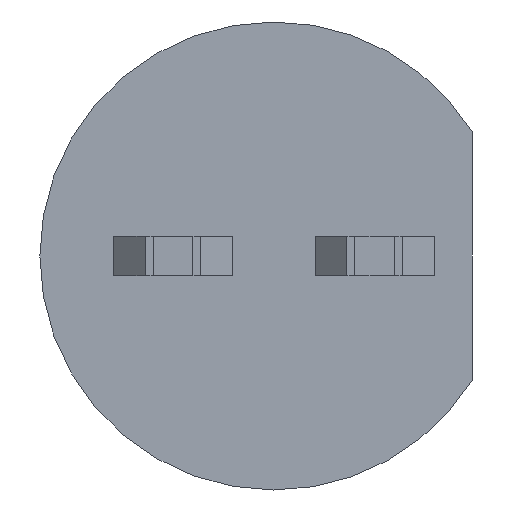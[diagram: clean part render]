
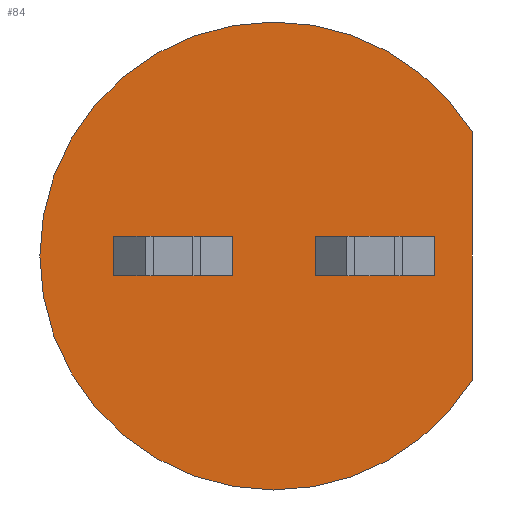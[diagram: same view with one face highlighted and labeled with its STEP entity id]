
A CAD part, front view. The second image highlights one B-rep face of the part: STEP entity #84.
In plain terms, the highlighted planar face has unit normal (0, -1, 0).
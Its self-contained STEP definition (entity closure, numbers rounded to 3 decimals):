
#3 = VERTEX_POINT ( 'NONE', #551 ) ;
#9 = CARTESIAN_POINT ( 'NONE',  ( 0., 0., 2.95 ) ) ;
#21 = ORIENTED_EDGE ( 'NONE', *, *, #301, .F. ) ;
#22 = DIRECTION ( 'NONE',  ( 0., -1., 0. ) ) ;
#23 = CARTESIAN_POINT ( 'NONE',  ( 0.52, 0., -2.033 ) ) ;
#29 = EDGE_CURVE ( 'NONE', #796, #1336, #1409, .T. ) ;
#52 = CARTESIAN_POINT ( 'NONE',  ( -0.52, 0., 0.25 ) ) ;
#53 = ORIENTED_EDGE ( 'NONE', *, *, #143, .F. ) ;
#70 = DIRECTION ( 'NONE',  ( 0., 0., -1. ) ) ;
#72 = CIRCLE ( 'NONE', #337, 2.95 ) ;
#84 = ADVANCED_FACE ( 'NONE', ( #991, #198, #168 ), #978, .T. ) ;
#85 = AXIS2_PLACEMENT_3D ( 'NONE', #1097, #330, #974 ) ;
#96 = DIRECTION ( 'NONE',  ( 0., -1., 0. ) ) ;
#113 = LINE ( 'NONE', #1026, #151 ) ;
#115 = VECTOR ( 'NONE', #1406, 1000. ) ;
#118 = ORIENTED_EDGE ( 'NONE', *, *, #513, .F. ) ;
#127 = VERTEX_POINT ( 'NONE', #1321 ) ;
#130 = ORIENTED_EDGE ( 'NONE', *, *, #261, .F. ) ;
#134 = CARTESIAN_POINT ( 'NONE',  ( -1.02, 0., -0.25 ) ) ;
#137 = VERTEX_POINT ( 'NONE', #9 ) ;
#143 = EDGE_CURVE ( 'NONE', #1336, #661, #249, .T. ) ;
#151 = VECTOR ( 'NONE', #1034, 1000. ) ;
#153 = VECTOR ( 'NONE', #184, 1000. ) ;
#168 = FACE_BOUND ( 'NONE', #811, .T. ) ;
#184 = DIRECTION ( 'NONE',  ( 1., 0., 0. ) ) ;
#191 = VERTEX_POINT ( 'NONE', #624 ) ;
#198 = FACE_BOUND ( 'NONE', #1133, .T. ) ;
#224 = VERTEX_POINT ( 'NONE', #1093 ) ;
#249 = LINE ( 'NONE', #529, #1387 ) ;
#258 = VERTEX_POINT ( 'NONE', #536 ) ;
#261 = EDGE_CURVE ( 'NONE', #3, #224, #704, .T. ) ;
#280 = ORIENTED_EDGE ( 'NONE', *, *, #1083, .T. ) ;
#281 = CARTESIAN_POINT ( 'NONE',  ( 0., 0., 0. ) ) ;
#301 = EDGE_CURVE ( 'NONE', #331, #191, #1219, .T. ) ;
#326 = DIRECTION ( 'NONE',  ( -1., 0., 0. ) ) ;
#330 = DIRECTION ( 'NONE',  ( 0., -1., 0. ) ) ;
#331 = VERTEX_POINT ( 'NONE', #924 ) ;
#337 = AXIS2_PLACEMENT_3D ( 'NONE', #845, #96, #726 ) ;
#374 = VERTEX_POINT ( 'NONE', #549 ) ;
#386 = DIRECTION ( 'NONE',  ( -1., 0., 0. ) ) ;
#388 = EDGE_CURVE ( 'NONE', #331, #374, #1022, .T. ) ;
#400 = CARTESIAN_POINT ( 'NONE',  ( 0., 0., -2.95 ) ) ;
#414 = ORIENTED_EDGE ( 'NONE', *, *, #1390, .F. ) ;
#421 = DIRECTION ( 'NONE',  ( 0., 0., 1. ) ) ;
#513 = EDGE_CURVE ( 'NONE', #191, #258, #113, .T. ) ;
#529 = CARTESIAN_POINT ( 'NONE',  ( -0.52, 0., -2.033 ) ) ;
#536 = CARTESIAN_POINT ( 'NONE',  ( 2.02, 0., 0.25 ) ) ;
#549 = CARTESIAN_POINT ( 'NONE',  ( 0.52, 0., 0.25 ) ) ;
#551 = CARTESIAN_POINT ( 'NONE',  ( 2.5, 0., 1.566 ) ) ;
#554 = CARTESIAN_POINT ( 'NONE',  ( -2.02, 0., -0.25 ) ) ;
#611 = VECTOR ( 'NONE', #386, 1000. ) ;
#624 = CARTESIAN_POINT ( 'NONE',  ( 2.02, 0., -0.25 ) ) ;
#626 = VECTOR ( 'NONE', #733, 1000. ) ;
#648 = CIRCLE ( 'NONE', #1377, 2.95 ) ;
#650 = DIRECTION ( 'NONE',  ( 0., 0., -1. ) ) ;
#661 = VERTEX_POINT ( 'NONE', #52 ) ;
#704 = LINE ( 'NONE', #715, #115 ) ;
#715 = CARTESIAN_POINT ( 'NONE',  ( 2.5, 0., 0. ) ) ;
#723 = EDGE_LOOP ( 'NONE', ( #130, #980, #280, #1149 ) ) ;
#726 = DIRECTION ( 'NONE',  ( 0., 0., -1. ) ) ;
#727 = DIRECTION ( 'NONE',  ( 0., 0., 1. ) ) ;
#733 = DIRECTION ( 'NONE',  ( 0., 0., 1. ) ) ;
#763 = CARTESIAN_POINT ( 'NONE',  ( 0., 0., 0. ) ) ;
#774 = DIRECTION ( 'NONE',  ( 1., 0., 0. ) ) ;
#795 = AXIS2_PLACEMENT_3D ( 'NONE', #763, #22, #650 ) ;
#796 = VERTEX_POINT ( 'NONE', #554 ) ;
#800 = VECTOR ( 'NONE', #727, 1000. ) ;
#811 = EDGE_LOOP ( 'NONE', ( #844, #118, #21, #1397 ) ) ;
#818 = DIRECTION ( 'NONE',  ( 0., -1., 0. ) ) ;
#820 = EDGE_CURVE ( 'NONE', #1009, #224, #1112, .T. ) ;
#827 = CARTESIAN_POINT ( 'NONE',  ( 1.52, 0., -0.25 ) ) ;
#844 = ORIENTED_EDGE ( 'NONE', *, *, #1094, .F. ) ;
#845 = CARTESIAN_POINT ( 'NONE',  ( 0., 0., 0. ) ) ;
#919 = CARTESIAN_POINT ( 'NONE',  ( 1.52, 0., 0.25 ) ) ;
#924 = CARTESIAN_POINT ( 'NONE',  ( 0.52, 0., -0.25 ) ) ;
#935 = LINE ( 'NONE', #919, #611 ) ;
#949 = EDGE_CURVE ( 'NONE', #3, #137, #72, .T. ) ;
#974 = DIRECTION ( 'NONE',  ( 0., 0., -1. ) ) ;
#978 = PLANE ( 'NONE',  #85 ) ;
#980 = ORIENTED_EDGE ( 'NONE', *, *, #949, .T. ) ;
#986 = CARTESIAN_POINT ( 'NONE',  ( -1.02, 0., 0.25 ) ) ;
#991 = FACE_OUTER_BOUND ( 'NONE', #723, .T. ) ;
#1009 = VERTEX_POINT ( 'NONE', #400 ) ;
#1022 = LINE ( 'NONE', #23, #800 ) ;
#1026 = CARTESIAN_POINT ( 'NONE',  ( 2.02, 0., -2.033 ) ) ;
#1034 = DIRECTION ( 'NONE',  ( 0., 0., 1. ) ) ;
#1045 = LINE ( 'NONE', #986, #1331 ) ;
#1083 = EDGE_CURVE ( 'NONE', #137, #1009, #648, .T. ) ;
#1093 = CARTESIAN_POINT ( 'NONE',  ( 2.5, 0., -1.566 ) ) ;
#1094 = EDGE_CURVE ( 'NONE', #258, #374, #935, .T. ) ;
#1097 = CARTESIAN_POINT ( 'NONE',  ( 0., 0., 0. ) ) ;
#1112 = CIRCLE ( 'NONE', #795, 2.95 ) ;
#1133 = EDGE_LOOP ( 'NONE', ( #414, #53, #1410, #1400 ) ) ;
#1149 = ORIENTED_EDGE ( 'NONE', *, *, #820, .T. ) ;
#1219 = LINE ( 'NONE', #827, #153 ) ;
#1230 = CARTESIAN_POINT ( 'NONE',  ( -0.52, 0., -0.25 ) ) ;
#1243 = LINE ( 'NONE', #1418, #626 ) ;
#1275 = EDGE_CURVE ( 'NONE', #796, #127, #1243, .T. ) ;
#1321 = CARTESIAN_POINT ( 'NONE',  ( -2.02, 0., 0.25 ) ) ;
#1331 = VECTOR ( 'NONE', #326, 1000. ) ;
#1336 = VERTEX_POINT ( 'NONE', #1230 ) ;
#1373 = VECTOR ( 'NONE', #774, 1000. ) ;
#1377 = AXIS2_PLACEMENT_3D ( 'NONE', #281, #818, #70 ) ;
#1387 = VECTOR ( 'NONE', #421, 1000. ) ;
#1390 = EDGE_CURVE ( 'NONE', #661, #127, #1045, .T. ) ;
#1397 = ORIENTED_EDGE ( 'NONE', *, *, #388, .T. ) ;
#1400 = ORIENTED_EDGE ( 'NONE', *, *, #1275, .T. ) ;
#1406 = DIRECTION ( 'NONE',  ( 0., 0., -1. ) ) ;
#1409 = LINE ( 'NONE', #134, #1373 ) ;
#1410 = ORIENTED_EDGE ( 'NONE', *, *, #29, .F. ) ;
#1418 = CARTESIAN_POINT ( 'NONE',  ( -2.02, 0., -2.033 ) ) ;
